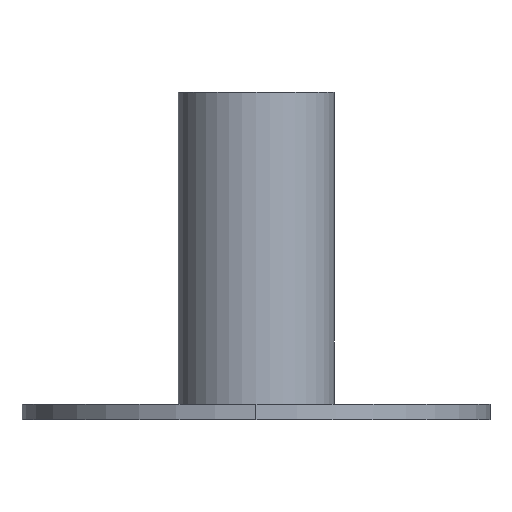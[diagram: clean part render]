
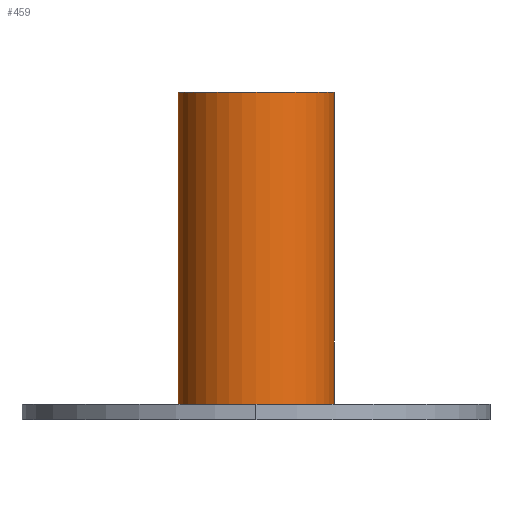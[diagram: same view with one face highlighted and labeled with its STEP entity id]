
A CAD part, left-side view. The second image highlights one B-rep face of the part: STEP entity #459.
In plain terms, the highlighted cylindrical face has radius 2.5 mm (diameter 5 mm), a full revolution.
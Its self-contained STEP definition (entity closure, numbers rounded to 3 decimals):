
#132=CARTESIAN_POINT('',(5.,-5.,0.5));
#133=VERTEX_POINT('',#132);
#134=CARTESIAN_POINT('',(7.5,-7.5,0.5));
#135=VERTEX_POINT('',#134);
#136=CARTESIAN_POINT('',(5.,-7.5,0.5));
#137=DIRECTION('',(0.,0.,1.));
#138=DIRECTION('',(1.,0.,-0.));
#139=AXIS2_PLACEMENT_3D('',#136,#137,#138);
#140=CIRCLE('',#139,2.5);
#141=EDGE_CURVE('',#133,#135,#140,.T.);
#143=CARTESIAN_POINT('',(5.,-7.5,0.5));
#144=DIRECTION('',(0.,0.,1.));
#145=DIRECTION('',(1.,0.,-0.));
#146=AXIS2_PLACEMENT_3D('',#143,#144,#145);
#147=CIRCLE('',#146,2.5);
#148=EDGE_CURVE('',#135,#133,#147,.T.);
#425=CARTESIAN_POINT('',(5.,-7.5,20.5));
#426=DIRECTION('',(0.,-0.,-1.));
#427=DIRECTION('',(0.,1.,-0.));
#428=AXIS2_PLACEMENT_3D('',#425,#426,#427);
#429=CYLINDRICAL_SURFACE('',#428,2.5);
#430=CARTESIAN_POINT('',(5.,-5.,10.5));
#431=VERTEX_POINT('',#430);
#432=CARTESIAN_POINT('',(5.,-5.,0.5));
#433=DIRECTION('',(-0.,0.,1.));
#434=VECTOR('',#433,10.);
#435=LINE('',#432,#434);
#436=EDGE_CURVE('',#133,#431,#435,.T.);
#437=ORIENTED_EDGE('',*,*,#436,.T.);
#438=CARTESIAN_POINT('',(7.5,-7.5,10.5));
#439=VERTEX_POINT('',#438);
#440=CARTESIAN_POINT('',(5.,-7.5,10.5));
#441=DIRECTION('',(0.,0.,1.));
#442=DIRECTION('',(1.,0.,-0.));
#443=AXIS2_PLACEMENT_3D('',#440,#441,#442);
#444=CIRCLE('',#443,2.5);
#445=EDGE_CURVE('',#439,#431,#444,.T.);
#446=ORIENTED_EDGE('',*,*,#445,.F.);
#447=CARTESIAN_POINT('',(5.,-7.5,10.5));
#448=DIRECTION('',(0.,0.,1.));
#449=DIRECTION('',(1.,0.,-0.));
#450=AXIS2_PLACEMENT_3D('',#447,#448,#449);
#451=CIRCLE('',#450,2.5);
#452=EDGE_CURVE('',#431,#439,#451,.T.);
#453=ORIENTED_EDGE('',*,*,#452,.F.);
#454=ORIENTED_EDGE('',*,*,#436,.F.);
#455=ORIENTED_EDGE('',*,*,#141,.T.);
#456=ORIENTED_EDGE('',*,*,#148,.T.);
#457=EDGE_LOOP('',(#437,#446,#453,#454,#455,#456));
#458=FACE_BOUND('',#457,.T.);
#459=ADVANCED_FACE('',(#458),#429,.T.);
